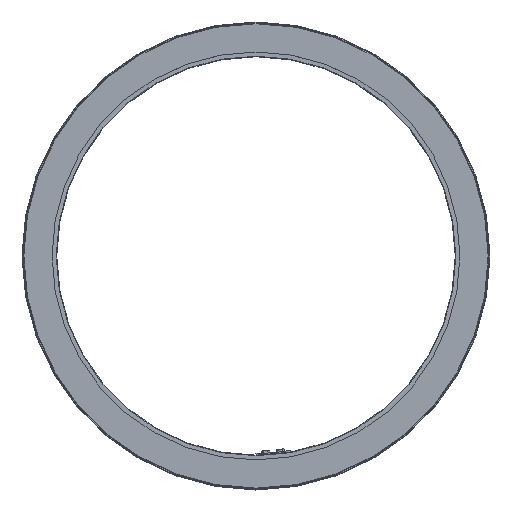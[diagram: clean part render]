
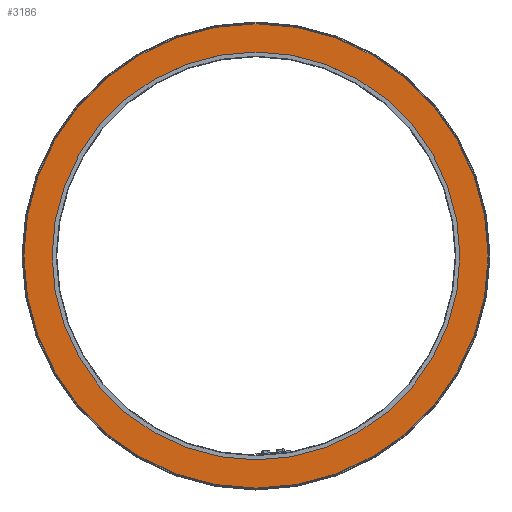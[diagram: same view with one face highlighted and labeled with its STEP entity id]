
A CAD part, top view. The second image highlights one B-rep face of the part: STEP entity #3186.
In plain terms, the highlighted planar face has unit normal (0, 0, 1).
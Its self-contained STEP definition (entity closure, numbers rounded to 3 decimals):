
#29 = CARTESIAN_POINT ( 'NONE',  ( -444., 0., 40. ) ) ;
#49 = AXIS2_PLACEMENT_3D ( 'NONE', #728, #2607, #1695 ) ;
#322 = CIRCLE ( 'NONE', #1651, 444. ) ;
#363 = DIRECTION ( 'NONE',  ( -1., 0., 0. ) ) ;
#368 = VERTEX_POINT ( 'NONE', #29 ) ;
#613 = EDGE_CURVE ( 'NONE', #1803, #1803, #756, .T. ) ;
#728 = CARTESIAN_POINT ( 'NONE',  ( 0., 0., 40. ) ) ;
#756 = CIRCLE ( 'NONE', #49, 390. ) ;
#808 = ORIENTED_EDGE ( 'NONE', *, *, #613, .F. ) ;
#880 = FACE_BOUND ( 'NONE', #1209, .T. ) ;
#1209 = EDGE_LOOP ( 'NONE', ( #808 ) ) ;
#1521 = DIRECTION ( 'NONE',  ( -1., 0., 0. ) ) ;
#1651 = AXIS2_PLACEMENT_3D ( 'NONE', #1881, #2826, #1521 ) ;
#1695 = DIRECTION ( 'NONE',  ( 1., 0., 0. ) ) ;
#1759 = CARTESIAN_POINT ( 'NONE',  ( 390., 0., 40. ) ) ;
#1803 = VERTEX_POINT ( 'NONE', #1759 ) ;
#1839 = EDGE_LOOP ( 'NONE', ( #3373 ) ) ;
#1881 = CARTESIAN_POINT ( 'NONE',  ( 0., 0., 40. ) ) ;
#2207 = PLANE ( 'NONE',  #2622 ) ;
#2607 = DIRECTION ( 'NONE',  ( 0., 0., 1. ) ) ;
#2622 = AXIS2_PLACEMENT_3D ( 'NONE', #3789, #3191, #363 ) ;
#2626 = EDGE_CURVE ( 'NONE', #368, #368, #322, .T. ) ;
#2826 = DIRECTION ( 'NONE',  ( 0., 0., 1. ) ) ;
#3186 = ADVANCED_FACE ( 'NONE', ( #3642, #880 ), #2207, .F. ) ;
#3191 = DIRECTION ( 'NONE',  ( 0., 0., -1. ) ) ;
#3373 = ORIENTED_EDGE ( 'NONE', *, *, #2626, .T. ) ;
#3642 = FACE_OUTER_BOUND ( 'NONE', #1839, .T. ) ;
#3789 = CARTESIAN_POINT ( 'NONE',  ( -390., 0., 40. ) ) ;
